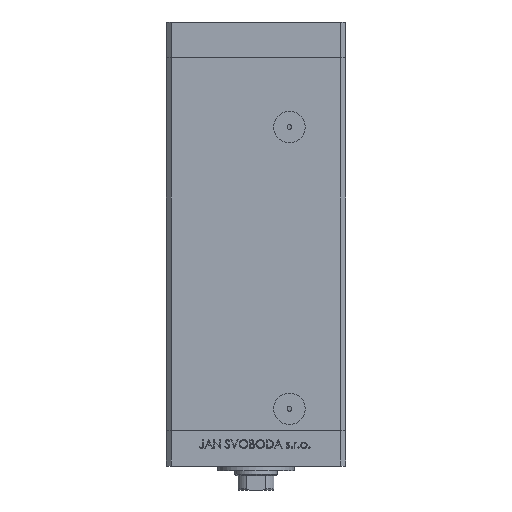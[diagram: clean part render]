
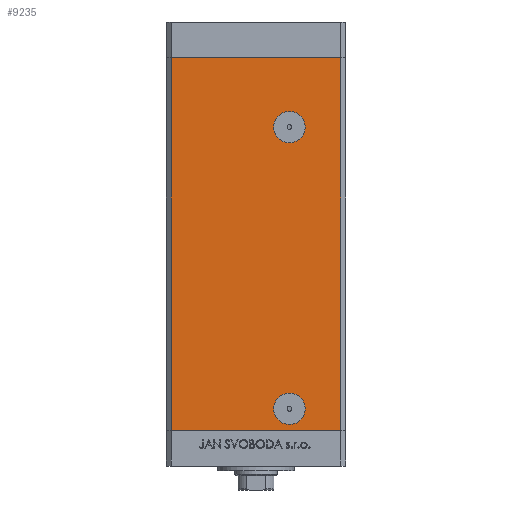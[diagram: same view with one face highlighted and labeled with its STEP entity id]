
A CAD part, front view. The second image highlights one B-rep face of the part: STEP entity #9235.
In plain terms, the highlighted planar face has unit normal (0, -1, 0).
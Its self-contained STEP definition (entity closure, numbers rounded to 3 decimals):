
#2907 = ORIENTED_EDGE ( 'NONE', *, *, #35086, .F. ) ;
#5026 = ORIENTED_EDGE ( 'NONE', *, *, #5839, .T. ) ;
#5370 = CIRCLE ( 'NONE', #22183, 6.58 ) ;
#5839 = EDGE_CURVE ( 'NONE', #20848, #11325, #21540, .T. ) ;
#5949 = VECTOR ( 'NONE', #18506, 1000. ) ;
#6297 = ORIENTED_EDGE ( 'NONE', *, *, #15960, .T. ) ;
#8151 = VECTOR ( 'NONE', #25818, 1000. ) ;
#8944 = DIRECTION ( 'NONE',  ( 0., -1., 0. ) ) ;
#9235 = ADVANCED_FACE ( 'NONE', ( #40889, #33595, #26314 ), #45403, .F. ) ;
#10017 = VERTEX_POINT ( 'NONE', #42872 ) ;
#10697 = VERTEX_POINT ( 'NONE', #47450 ) ;
#11325 = VERTEX_POINT ( 'NONE', #42333 ) ;
#11480 = EDGE_CURVE ( 'NONE', #42347, #36420, #45314, .T. ) ;
#13772 = DIRECTION ( 'NONE',  ( 0., 0., 1. ) ) ;
#14757 = AXIS2_PLACEMENT_3D ( 'NONE', #45914, #34619, #46407 ) ;
#14982 = LINE ( 'NONE', #18262, #8151 ) ;
#15960 = EDGE_CURVE ( 'NONE', #32658, #10697, #5370, .T. ) ;
#17303 = EDGE_CURVE ( 'NONE', #36420, #42347, #43080, .T. ) ;
#17741 = DIRECTION ( 'NONE',  ( 0., -1., 0. ) ) ;
#18262 = CARTESIAN_POINT ( 'NONE',  ( -35.5, -32.5, 156. ) ) ;
#18506 = DIRECTION ( 'NONE',  ( 1., 0., 0. ) ) ;
#18879 = AXIS2_PLACEMENT_3D ( 'NONE', #45154, #33362, #13772 ) ;
#20332 = EDGE_CURVE ( 'NONE', #20724, #11325, #30639, .T. ) ;
#20724 = VERTEX_POINT ( 'NONE', #36275 ) ;
#20848 = VERTEX_POINT ( 'NONE', #40534 ) ;
#21008 = DIRECTION ( 'NONE',  ( 0., 0., -1. ) ) ;
#21509 = DIRECTION ( 'NONE',  ( 0., 0., -1. ) ) ;
#21540 = LINE ( 'NONE', #40636, #5949 ) ;
#22183 = AXIS2_PLACEMENT_3D ( 'NONE', #42777, #31249, #45807 ) ;
#25508 = CARTESIAN_POINT ( 'NONE',  ( -35.5, -32.5, 156. ) ) ;
#25540 = CARTESIAN_POINT ( 'NONE',  ( 14., -32.5, 9. ) ) ;
#25818 = DIRECTION ( 'NONE',  ( 0., 0., -1. ) ) ;
#26314 = FACE_BOUND ( 'NONE', #28580, .T. ) ;
#26890 = ORIENTED_EDGE ( 'NONE', *, *, #17303, .F. ) ;
#27530 = CARTESIAN_POINT ( 'NONE',  ( 14., -32.5, 2.42 ) ) ;
#27608 = CIRCLE ( 'NONE', #14757, 6.58 ) ;
#28374 = ORIENTED_EDGE ( 'NONE', *, *, #30714, .T. ) ;
#28580 = EDGE_LOOP ( 'NONE', ( #38983, #6297 ) ) ;
#28796 = CARTESIAN_POINT ( 'NONE',  ( 14., -32.5, 9. ) ) ;
#29803 = ORIENTED_EDGE ( 'NONE', *, *, #11480, .F. ) ;
#30639 = LINE ( 'NONE', #45703, #33578 ) ;
#30714 = EDGE_CURVE ( 'NONE', #10017, #20848, #14982, .T. ) ;
#31249 = DIRECTION ( 'NONE',  ( 0., 1., 0. ) ) ;
#32658 = VERTEX_POINT ( 'NONE', #43247 ) ;
#33139 = EDGE_LOOP ( 'NONE', ( #29803, #26890 ) ) ;
#33274 = AXIS2_PLACEMENT_3D ( 'NONE', #28796, #8944, #21008 ) ;
#33362 = DIRECTION ( 'NONE',  ( 0., 1., 0. ) ) ;
#33578 = VECTOR ( 'NONE', #48962, 1000. ) ;
#33595 = FACE_OUTER_BOUND ( 'NONE', #39386, .T. ) ;
#34619 = DIRECTION ( 'NONE',  ( 0., 1., 0. ) ) ;
#35068 = AXIS2_PLACEMENT_3D ( 'NONE', #25540, #17741, #21509 ) ;
#35086 = EDGE_CURVE ( 'NONE', #10017, #20724, #40335, .T. ) ;
#36127 = VECTOR ( 'NONE', #39841, 1000. ) ;
#36174 = ORIENTED_EDGE ( 'NONE', *, *, #20332, .F. ) ;
#36275 = CARTESIAN_POINT ( 'NONE',  ( 35.5, -32.5, 156. ) ) ;
#36420 = VERTEX_POINT ( 'NONE', #49026 ) ;
#38983 = ORIENTED_EDGE ( 'NONE', *, *, #48422, .T. ) ;
#39386 = EDGE_LOOP ( 'NONE', ( #5026, #36174, #2907, #28374 ) ) ;
#39841 = DIRECTION ( 'NONE',  ( 1., 0., 0. ) ) ;
#40335 = LINE ( 'NONE', #25508, #36127 ) ;
#40534 = CARTESIAN_POINT ( 'NONE',  ( -35.5, -32.5, 0. ) ) ;
#40636 = CARTESIAN_POINT ( 'NONE',  ( -35.5, -32.5, 0. ) ) ;
#40889 = FACE_BOUND ( 'NONE', #33139, .T. ) ;
#42333 = CARTESIAN_POINT ( 'NONE',  ( 35.5, -32.5, 0. ) ) ;
#42347 = VERTEX_POINT ( 'NONE', #27530 ) ;
#42777 = CARTESIAN_POINT ( 'NONE',  ( 14., -32.5, 127. ) ) ;
#42872 = CARTESIAN_POINT ( 'NONE',  ( -35.5, -32.5, 156. ) ) ;
#43080 = CIRCLE ( 'NONE', #35068, 6.58 ) ;
#43247 = CARTESIAN_POINT ( 'NONE',  ( 14., -32.5, 133.58 ) ) ;
#45154 = CARTESIAN_POINT ( 'NONE',  ( -35.5, -32.5, 156. ) ) ;
#45314 = CIRCLE ( 'NONE', #33274, 6.58 ) ;
#45403 = PLANE ( 'NONE',  #18879 ) ;
#45703 = CARTESIAN_POINT ( 'NONE',  ( 35.5, -32.5, 156. ) ) ;
#45807 = DIRECTION ( 'NONE',  ( 0., 0., -1. ) ) ;
#45914 = CARTESIAN_POINT ( 'NONE',  ( 14., -32.5, 127. ) ) ;
#46407 = DIRECTION ( 'NONE',  ( 0., 0., -1. ) ) ;
#47450 = CARTESIAN_POINT ( 'NONE',  ( 14., -32.5, 120.42 ) ) ;
#48422 = EDGE_CURVE ( 'NONE', #10697, #32658, #27608, .T. ) ;
#48962 = DIRECTION ( 'NONE',  ( 0., 0., -1. ) ) ;
#49026 = CARTESIAN_POINT ( 'NONE',  ( 14., -32.5, 15.58 ) ) ;
